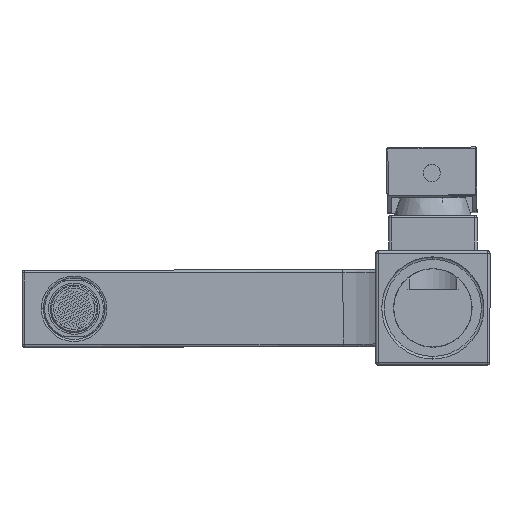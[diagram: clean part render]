
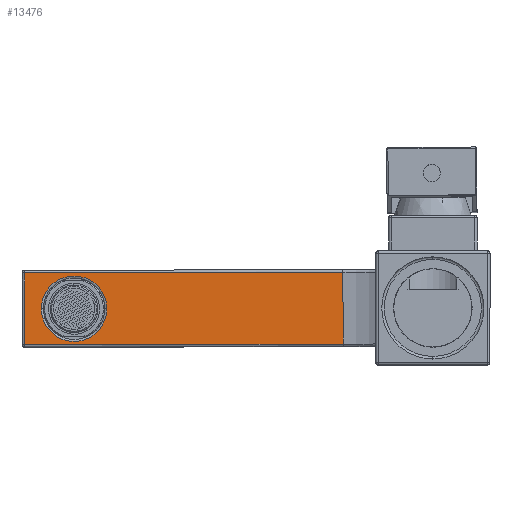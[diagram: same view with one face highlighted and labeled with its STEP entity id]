
A CAD part, front view. The second image highlights one B-rep face of the part: STEP entity #13476.
In plain terms, the highlighted planar face has unit normal (0, -1, 0).
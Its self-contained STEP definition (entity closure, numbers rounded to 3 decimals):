
#185 = LINE ( 'NONE', #18547, #16848 ) ;
#631 = AXIS2_PLACEMENT_3D ( 'NONE', #1848, #13299, #8424 ) ;
#1263 = VERTEX_POINT ( 'NONE', #14604 ) ;
#1351 = EDGE_CURVE ( 'NONE', #15924, #9165, #18787, .T. ) ;
#1848 = CARTESIAN_POINT ( 'NONE',  ( -143.704, 169.053, 105.779 ) ) ;
#2045 = PLANE ( 'NONE',  #14660 ) ;
#2290 = VERTEX_POINT ( 'NONE', #20869 ) ;
#2305 = DIRECTION ( 'NONE',  ( 1., 0., 0.002 ) ) ;
#2374 = CARTESIAN_POINT ( 'NONE',  ( -38.922, 169.053, 92.02 ) ) ;
#3474 = DIRECTION ( 'NONE',  ( 1., 0., 0.002 ) ) ;
#3533 = CARTESIAN_POINT ( 'NONE',  ( -162.986, 169.053, 119.735 ) ) ;
#3691 = CARTESIAN_POINT ( 'NONE',  ( -163.919, 169.053, 90.733 ) ) ;
#4074 = ORIENTED_EDGE ( 'NONE', *, *, #19882, .T. ) ;
#5443 = CARTESIAN_POINT ( 'NONE',  ( -156.454, 169.053, 105.75 ) ) ;
#5588 = LINE ( 'NONE', #7454, #9621 ) ;
#5753 = DIRECTION ( 'NONE',  ( -1., 0., -0.002 ) ) ;
#5933 = EDGE_CURVE ( 'NONE', #9165, #15612, #5588, .T. ) ;
#6568 = CARTESIAN_POINT ( 'NONE',  ( -38.92, 169.053, 91.02 ) ) ;
#7192 = EDGE_CURVE ( 'NONE', #2290, #20240, #18218, .T. ) ;
#7454 = CARTESIAN_POINT ( 'NONE',  ( -163.986, 169.053, 119.733 ) ) ;
#8282 = CARTESIAN_POINT ( 'NONE',  ( -143.704, 169.053, 105.779 ) ) ;
#8337 = FACE_OUTER_BOUND ( 'NONE', #18186, .T. ) ;
#8424 = DIRECTION ( 'NONE',  ( 1., 0., 0.002 ) ) ;
#8709 = LINE ( 'NONE', #2374, #17302 ) ;
#9165 = VERTEX_POINT ( 'NONE', #10637 ) ;
#9621 = VECTOR ( 'NONE', #5753, 1000. ) ;
#9778 = DIRECTION ( 'NONE',  ( 1., 0., 0.002 ) ) ;
#10518 = DIRECTION ( 'NONE',  ( 0.002, 0., -1. ) ) ;
#10637 = CARTESIAN_POINT ( 'NONE',  ( -38.986, 169.053, 120.02 ) ) ;
#10666 = ORIENTED_EDGE ( 'NONE', *, *, #19033, .T. ) ;
#11418 = DIRECTION ( 'NONE',  ( -0.002, 0., 1. ) ) ;
#12481 = ORIENTED_EDGE ( 'NONE', *, *, #16186, .T. ) ;
#13128 = DIRECTION ( 'NONE',  ( 0., 1., 0. ) ) ;
#13299 = DIRECTION ( 'NONE',  ( 0., 1., 0. ) ) ;
#13476 = ADVANCED_FACE ( 'NONE', ( #18928, #8337 ), #2045, .F. ) ;
#14604 = CARTESIAN_POINT ( 'NONE',  ( -162.922, 169.053, 91.735 ) ) ;
#14660 = AXIS2_PLACEMENT_3D ( 'NONE', #3691, #13128, #3474 ) ;
#15179 = ORIENTED_EDGE ( 'NONE', *, *, #1351, .T. ) ;
#15612 = VERTEX_POINT ( 'NONE', #3533 ) ;
#15924 = VERTEX_POINT ( 'NONE', #20878 ) ;
#16150 = DIRECTION ( 'NONE',  ( 0., 1., 0. ) ) ;
#16186 = EDGE_CURVE ( 'NONE', #1263, #15924, #8709, .T. ) ;
#16848 = VECTOR ( 'NONE', #10518, 1000. ) ;
#16938 = AXIS2_PLACEMENT_3D ( 'NONE', #8282, #16150, #9778 ) ;
#17275 = VECTOR ( 'NONE', #11418, 1000. ) ;
#17302 = VECTOR ( 'NONE', #2305, 1000. ) ;
#17956 = ORIENTED_EDGE ( 'NONE', *, *, #5933, .T. ) ;
#18186 = EDGE_LOOP ( 'NONE', ( #15179, #17956, #4074, #12481 ) ) ;
#18218 = CIRCLE ( 'NONE', #631, 12.75 ) ;
#18547 = CARTESIAN_POINT ( 'NONE',  ( -162.919, 169.053, 90.735 ) ) ;
#18666 = ORIENTED_EDGE ( 'NONE', *, *, #7192, .T. ) ;
#18787 = LINE ( 'NONE', #6568, #17275 ) ;
#18928 = FACE_BOUND ( 'NONE', #19288, .T. ) ;
#19033 = EDGE_CURVE ( 'NONE', #20240, #2290, #19957, .T. ) ;
#19288 = EDGE_LOOP ( 'NONE', ( #18666, #10666 ) ) ;
#19882 = EDGE_CURVE ( 'NONE', #15612, #1263, #185, .T. ) ;
#19957 = CIRCLE ( 'NONE', #16938, 12.75 ) ;
#20240 = VERTEX_POINT ( 'NONE', #5443 ) ;
#20869 = CARTESIAN_POINT ( 'NONE',  ( -130.954, 169.053, 105.808 ) ) ;
#20878 = CARTESIAN_POINT ( 'NONE',  ( -38.922, 169.053, 92.02 ) ) ;
